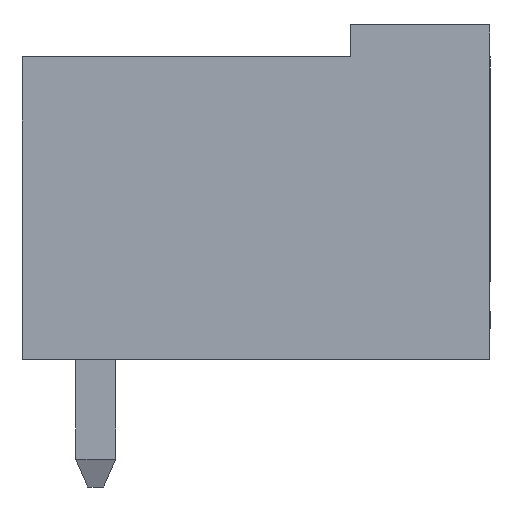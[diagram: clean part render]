
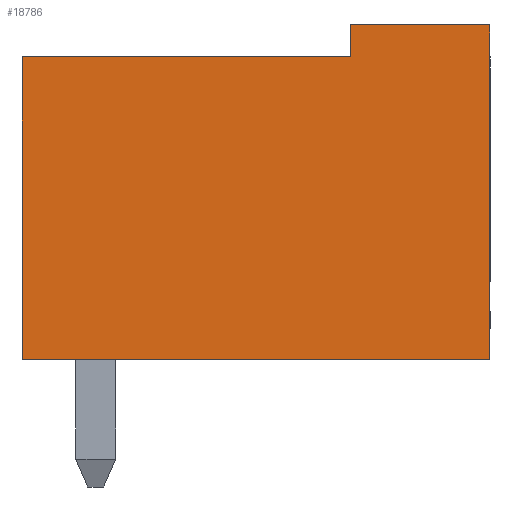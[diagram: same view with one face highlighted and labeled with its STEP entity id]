
A CAD part, left-side view. The second image highlights one B-rep face of the part: STEP entity #18786.
In plain terms, the highlighted planar face has unit normal (-1, 0, 0).
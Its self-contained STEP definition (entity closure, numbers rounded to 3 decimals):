
#18776=AXIS2_PLACEMENT_3D('Plane Axis2P3D',#18773,#18774,#18775) ;
#511=CARTESIAN_POINT('Vertex',(0.,0.,11.6)) ;
#514=CARTESIAN_POINT('Line Origine',(0.,0.,7.4)) ;
#518=CARTESIAN_POINT('Vertex',(0.,0.,3.2)) ;
#2461=CARTESIAN_POINT('Vertex',(0.,3.5,11.6)) ;
#2464=CARTESIAN_POINT('Line Origine',(0.,1.75,11.6)) ;
#3115=CARTESIAN_POINT('Vertex',(0.,11.75,10.8)) ;
#3118=CARTESIAN_POINT('Line Origine',(0.,7.625,10.8)) ;
#3122=CARTESIAN_POINT('Vertex',(0.,3.5,10.8)) ;
#4487=CARTESIAN_POINT('Vertex',(0.,11.75,3.2)) ;
#4490=CARTESIAN_POINT('Line Origine',(0.,11.75,7.)) ;
#5100=CARTESIAN_POINT('Line Origine',(0.,5.875,3.2)) ;
#18480=CARTESIAN_POINT('Line Origine',(0.,3.5,11.2)) ;
#18773=CARTESIAN_POINT('Axis2P3D Location',(0.,0.,0.)) ;
#515=DIRECTION('Vector Direction',(0.,0.,-1.)) ;
#2465=DIRECTION('Vector Direction',(0.,-1.,0.)) ;
#3119=DIRECTION('Vector Direction',(0.,-1.,0.)) ;
#4491=DIRECTION('Vector Direction',(0.,0.,1.)) ;
#5101=DIRECTION('Vector Direction',(0.,1.,0.)) ;
#18481=DIRECTION('Vector Direction',(0.,0.,1.)) ;
#18774=DIRECTION('Axis2P3D Direction',(-1.,0.,0.)) ;
#18775=DIRECTION('Axis2P3D XDirection',(0.,-1.,0.)) ;
#516=VECTOR('Line Direction',#515,1.) ;
#2466=VECTOR('Line Direction',#2465,1.) ;
#3120=VECTOR('Line Direction',#3119,1.) ;
#4492=VECTOR('Line Direction',#4491,1.) ;
#5102=VECTOR('Line Direction',#5101,1.) ;
#18482=VECTOR('Line Direction',#18481,1.) ;
#18779=ORIENTED_EDGE('',*,*,#18484,.T.) ;
#18780=ORIENTED_EDGE('',*,*,#3124,.T.) ;
#18781=ORIENTED_EDGE('',*,*,#4494,.T.) ;
#18782=ORIENTED_EDGE('',*,*,#5104,.T.) ;
#18783=ORIENTED_EDGE('',*,*,#520,.T.) ;
#18784=ORIENTED_EDGE('',*,*,#2468,.T.) ;
#18786=ADVANCED_FACE('HOUSING',(#18785),#18777,.T.) ;
#520=EDGE_CURVE('',#519,#512,#517,.F.) ;
#2468=EDGE_CURVE('',#512,#2462,#2467,.F.) ;
#3124=EDGE_CURVE('',#3123,#3116,#3121,.F.) ;
#4494=EDGE_CURVE('',#3116,#4488,#4493,.F.) ;
#5104=EDGE_CURVE('',#4488,#519,#5103,.F.) ;
#18484=EDGE_CURVE('',#2462,#3123,#18483,.F.) ;
#18778=EDGE_LOOP('',(#18779,#18780,#18781,#18782,#18783,#18784)) ;
#18785=FACE_OUTER_BOUND('',#18778,.T.) ;
#517=LINE('Line',#514,#516) ;
#2467=LINE('Line',#2464,#2466) ;
#3121=LINE('Line',#3118,#3120) ;
#4493=LINE('Line',#4490,#4492) ;
#5103=LINE('Line',#5100,#5102) ;
#18483=LINE('Line',#18480,#18482) ;
#18777=PLANE('',#18776) ;
#512=VERTEX_POINT('',#511) ;
#519=VERTEX_POINT('',#518) ;
#2462=VERTEX_POINT('',#2461) ;
#3116=VERTEX_POINT('',#3115) ;
#3123=VERTEX_POINT('',#3122) ;
#4488=VERTEX_POINT('',#4487) ;
